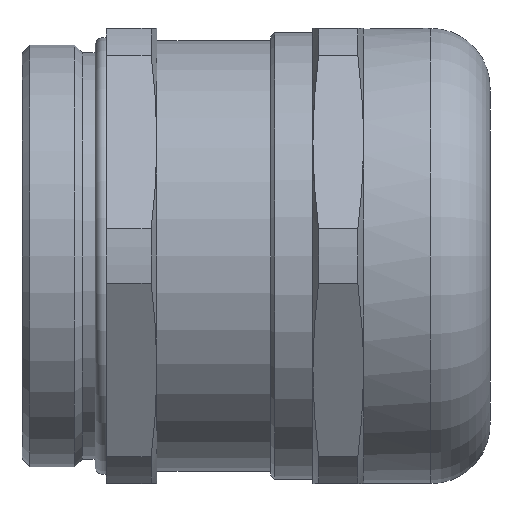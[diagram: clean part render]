
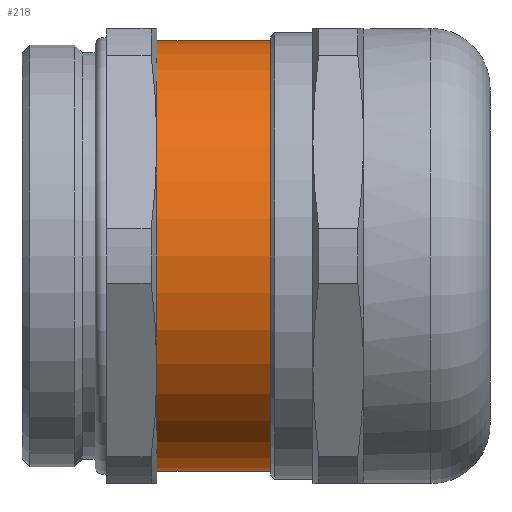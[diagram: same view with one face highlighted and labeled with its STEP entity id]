
A CAD part, front view. The second image highlights one B-rep face of the part: STEP entity #218.
In plain terms, the highlighted cylindrical face has radius 25.5 mm (diameter 51 mm), a full revolution.
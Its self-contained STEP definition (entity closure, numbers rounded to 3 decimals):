
#218 = ADVANCED_FACE( '', ( #505, #506 ), #507, .T. );
#505 = FACE_OUTER_BOUND( '', #869, .T. );
#506 = FACE_OUTER_BOUND( '', #870, .T. );
#507 = CYLINDRICAL_SURFACE( '', #871, 25.5 );
#869 = EDGE_LOOP( '', ( #1464 ) );
#870 = EDGE_LOOP( '', ( #1465 ) );
#871 = AXIS2_PLACEMENT_3D( '', #1466, #1467, #1468 );
#1464 = ORIENTED_EDGE( '', *, *, #2243, .T. );
#1465 = ORIENTED_EDGE( '', *, *, #2260, .F. );
#1466 = CARTESIAN_POINT( '', ( 55.5, 0., 0. ) );
#1467 = DIRECTION( '', ( -1., 0., 0. ) );
#1468 = DIRECTION( '', ( 0., 0., -1. ) );
#2243 = EDGE_CURVE( '', #2744, #2744, #2745, .T. );
#2260 = EDGE_CURVE( '', #2767, #2767, #2768, .T. );
#2744 = VERTEX_POINT( '', #3499 );
#2745 = CIRCLE( '', #3500, 25.5 );
#2767 = VERTEX_POINT( '', #3539 );
#2768 = CIRCLE( '', #3540, 25.5 );
#3499 = CARTESIAN_POINT( '', ( 15.99, 0., -25.5 ) );
#3500 = AXIS2_PLACEMENT_3D( '', #4202, #4203, #4204 );
#3539 = CARTESIAN_POINT( '', ( 29.5, 0., -25.5 ) );
#3540 = AXIS2_PLACEMENT_3D( '', #4215, #4216, #4217 );
#4202 = CARTESIAN_POINT( '', ( 15.99, 0., 0. ) );
#4203 = DIRECTION( '', ( 1., 0., 0. ) );
#4204 = DIRECTION( '', ( 0., 0., -1. ) );
#4215 = CARTESIAN_POINT( '', ( 29.5, 0., 0. ) );
#4216 = DIRECTION( '', ( 1., 0., 0. ) );
#4217 = DIRECTION( '', ( 0., 0., -1. ) );
